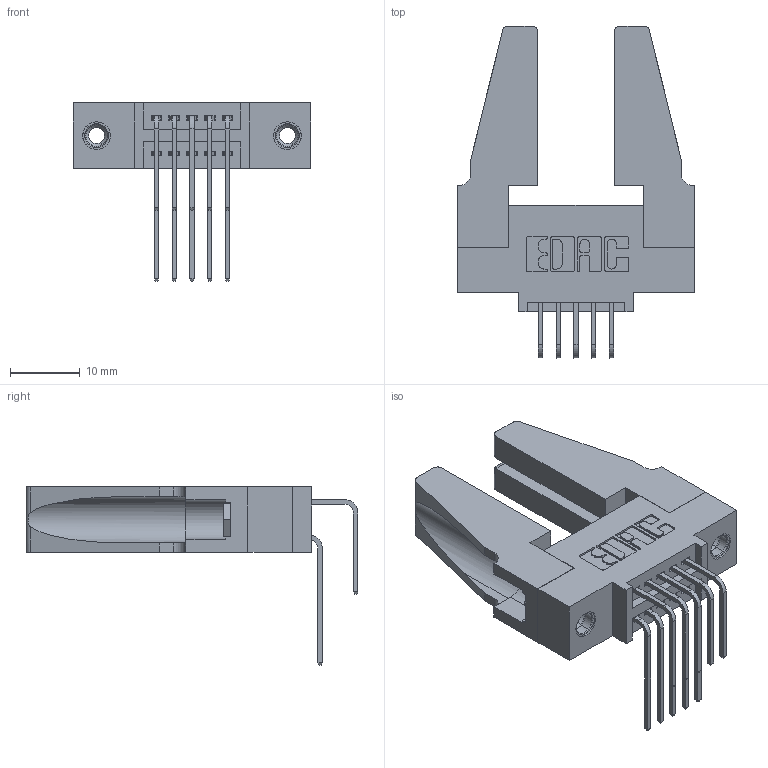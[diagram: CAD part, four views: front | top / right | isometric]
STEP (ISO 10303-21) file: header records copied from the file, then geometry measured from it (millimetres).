
FILE_DESCRIPTION (( 'STEP AP203' ), '1' );
FILE_NAME ('345-010-558-588.STEP', '2019-10-26T14:57:03', ( '' ), ( '' ), 'SwSTEP 2.0', 'SolidWorks 2016', '' );
FILE_SCHEMA (( 'CONFIG_CONTROL_DESIGN' ));
Length unit declared in the file: inch
Products named in the file (6): 345-250-001_345-250-001-102; 345 Part_0.110 Offset - 0.156 Dia-TH; 345-220-078_345-220-088; 345-010-558-588; 345-292-001_558 559 Tail - 1; 345-292-001_558 Tail - 2
Assembly tree (15 placements, depth 2):
  345-010-558-588
    345 Part_0.110 Offset - 0.156 Dia-TH
    345-292-001_558 559 Tail - 1  x5
    345-292-001_558 Tail - 2  x5
    345-250-001_345-250-001-102  x2
    345-220-078_345-220-088  x2
Bounding box: 33.93 x 47.49 x 25.53 mm (x, y, z)
Volume: 6189.7 mm3; surface area: 7111.4 mm2
Topology: 15 solids, 15 shells, 774 faces, 2217 edges, 1454 vertices
Faces by surface type: plane 506, cylinder 252, cone 12, torus 4
Entity records: 12836 total; most frequent: CARTESIAN_POINT 2229, ORIENTED_EDGE 2072, DIRECTION 1988, EDGE_CURVE 1036, LINE 802, VECTOR 802, VERTEX_POINT 682, AXIS2_PLACEMENT_3D 593
